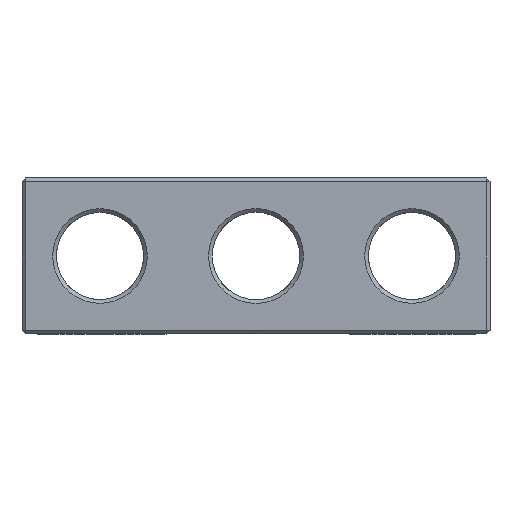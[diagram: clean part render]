
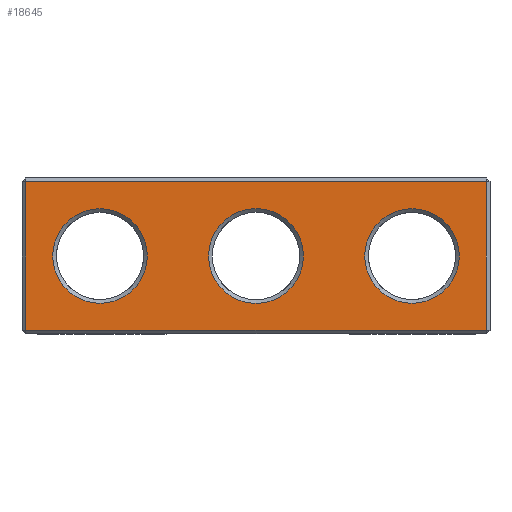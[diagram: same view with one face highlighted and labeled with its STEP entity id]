
A CAD part, front view. The second image highlights one B-rep face of the part: STEP entity #18645.
In plain terms, the highlighted planar face has unit normal (0, -1, 0).
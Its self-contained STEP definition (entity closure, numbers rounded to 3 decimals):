
#1553 = PLANE('',#1554);
#1554 = AXIS2_PLACEMENT_3D('',#1555,#1556,#1557);
#1555 = CARTESIAN_POINT('',(-31.25,-6.1,0.15));
#1556 = DIRECTION('',(0.,-0.707,-0.707));
#1557 = DIRECTION('',(-1.,-0.,-0.));
#10797 = VERTEX_POINT('',#10798);
#10798 = CARTESIAN_POINT('',(-30.95,-6.25,0.3));
#10824 = EDGE_CURVE('',#10797,#10825,#10827,.T.);
#10825 = VERTEX_POINT('',#10826);
#10826 = CARTESIAN_POINT('',(5.95,-6.25,0.3));
#10827 = SURFACE_CURVE('',#10828,(#10832,#10839),.PCURVE_S1.);
#10828 = LINE('',#10829,#10830);
#10829 = CARTESIAN_POINT('',(-31.25,-6.25,0.3));
#10830 = VECTOR('',#10831,1.);
#10831 = DIRECTION('',(1.,0.,0.));
#10832 = PCURVE('',#1553,#10833);
#10833 = DEFINITIONAL_REPRESENTATION('',(#10834),#10838);
#10834 = LINE('',#10835,#10836);
#10835 = CARTESIAN_POINT('',(-0.,-0.212));
#10836 = VECTOR('',#10837,1.);
#10837 = DIRECTION('',(-1.,0.));
#10838 = ( GEOMETRIC_REPRESENTATION_CONTEXT(2) 
PARAMETRIC_REPRESENTATION_CONTEXT() REPRESENTATION_CONTEXT('2D SPACE',''
  ) );
#10839 = PCURVE('',#10840,#10845);
#10840 = PLANE('',#10841);
#10841 = AXIS2_PLACEMENT_3D('',#10842,#10843,#10844);
#10842 = CARTESIAN_POINT('',(-31.25,-6.25,0.));
#10843 = DIRECTION('',(0.,1.,0.));
#10844 = DIRECTION('',(1.,0.,0.));
#10845 = DEFINITIONAL_REPRESENTATION('',(#10846),#10850);
#10846 = LINE('',#10847,#10848);
#10847 = CARTESIAN_POINT('',(0.,-0.3));
#10848 = VECTOR('',#10849,1.);
#10849 = DIRECTION('',(1.,0.));
#10850 = ( GEOMETRIC_REPRESENTATION_CONTEXT(2) 
PARAMETRIC_REPRESENTATION_CONTEXT() REPRESENTATION_CONTEXT('2D SPACE',''
  ) );
#17969 = PLANE('',#17970);
#17970 = AXIS2_PLACEMENT_3D('',#17971,#17972,#17973);
#17971 = CARTESIAN_POINT('',(6.1,-6.1,0.));
#17972 = DIRECTION('',(0.707,-0.707,0.));
#17973 = DIRECTION('',(-0.,-0.,-1.));
#18634 = PLANE('',#18635);
#18635 = AXIS2_PLACEMENT_3D('',#18636,#18637,#18638);
#18636 = CARTESIAN_POINT('',(-31.1,-6.1,0.));
#18637 = DIRECTION('',(-0.707,-0.707,0.));
#18638 = DIRECTION('',(-0.,-0.,-1.));
#18645 = ADVANCED_FACE('',(#18646,#18721,#18756,#18787),#10840,.F.);
#18646 = FACE_BOUND('',#18647,.F.);
#18647 = EDGE_LOOP('',(#18648,#18678,#18699,#18700));
#18648 = ORIENTED_EDGE('',*,*,#18649,.T.);
#18649 = EDGE_CURVE('',#18650,#18652,#18654,.T.);
#18650 = VERTEX_POINT('',#18651);
#18651 = CARTESIAN_POINT('',(-30.95,-6.25,12.2));
#18652 = VERTEX_POINT('',#18653);
#18653 = CARTESIAN_POINT('',(5.95,-6.25,12.2));
#18654 = SURFACE_CURVE('',#18655,(#18659,#18666),.PCURVE_S1.);
#18655 = LINE('',#18656,#18657);
#18656 = CARTESIAN_POINT('',(-31.25,-6.25,12.2));
#18657 = VECTOR('',#18658,1.);
#18658 = DIRECTION('',(1.,0.,0.));
#18659 = PCURVE('',#10840,#18660);
#18660 = DEFINITIONAL_REPRESENTATION('',(#18661),#18665);
#18661 = LINE('',#18662,#18663);
#18662 = CARTESIAN_POINT('',(0.,-12.2));
#18663 = VECTOR('',#18664,1.);
#18664 = DIRECTION('',(1.,0.));
#18665 = ( GEOMETRIC_REPRESENTATION_CONTEXT(2) 
PARAMETRIC_REPRESENTATION_CONTEXT() REPRESENTATION_CONTEXT('2D SPACE',''
  ) );
#18666 = PCURVE('',#18667,#18672);
#18667 = PLANE('',#18668);
#18668 = AXIS2_PLACEMENT_3D('',#18669,#18670,#18671);
#18669 = CARTESIAN_POINT('',(-31.25,-6.1,12.35));
#18670 = DIRECTION('',(0.,0.707,-0.707));
#18671 = DIRECTION('',(-1.,-0.,-0.));
#18672 = DEFINITIONAL_REPRESENTATION('',(#18673),#18677);
#18673 = LINE('',#18674,#18675);
#18674 = CARTESIAN_POINT('',(-0.,-0.212));
#18675 = VECTOR('',#18676,1.);
#18676 = DIRECTION('',(-1.,0.));
#18677 = ( GEOMETRIC_REPRESENTATION_CONTEXT(2) 
PARAMETRIC_REPRESENTATION_CONTEXT() REPRESENTATION_CONTEXT('2D SPACE',''
  ) );
#18678 = ORIENTED_EDGE('',*,*,#18679,.F.);
#18679 = EDGE_CURVE('',#10825,#18652,#18680,.T.);
#18680 = SURFACE_CURVE('',#18681,(#18685,#18692),.PCURVE_S1.);
#18681 = LINE('',#18682,#18683);
#18682 = CARTESIAN_POINT('',(5.95,-6.25,0.));
#18683 = VECTOR('',#18684,1.);
#18684 = DIRECTION('',(0.,0.,1.));
#18685 = PCURVE('',#10840,#18686);
#18686 = DEFINITIONAL_REPRESENTATION('',(#18687),#18691);
#18687 = LINE('',#18688,#18689);
#18688 = CARTESIAN_POINT('',(37.2,0.));
#18689 = VECTOR('',#18690,1.);
#18690 = DIRECTION('',(0.,-1.));
#18691 = ( GEOMETRIC_REPRESENTATION_CONTEXT(2) 
PARAMETRIC_REPRESENTATION_CONTEXT() REPRESENTATION_CONTEXT('2D SPACE',''
  ) );
#18692 = PCURVE('',#17969,#18693);
#18693 = DEFINITIONAL_REPRESENTATION('',(#18694),#18698);
#18694 = LINE('',#18695,#18696);
#18695 = CARTESIAN_POINT('',(-0.,-0.212));
#18696 = VECTOR('',#18697,1.);
#18697 = DIRECTION('',(-1.,0.));
#18698 = ( GEOMETRIC_REPRESENTATION_CONTEXT(2) 
PARAMETRIC_REPRESENTATION_CONTEXT() REPRESENTATION_CONTEXT('2D SPACE',''
  ) );
#18699 = ORIENTED_EDGE('',*,*,#10824,.F.);
#18700 = ORIENTED_EDGE('',*,*,#18701,.T.);
#18701 = EDGE_CURVE('',#10797,#18650,#18702,.T.);
#18702 = SURFACE_CURVE('',#18703,(#18707,#18714),.PCURVE_S1.);
#18703 = LINE('',#18704,#18705);
#18704 = CARTESIAN_POINT('',(-30.95,-6.25,0.));
#18705 = VECTOR('',#18706,1.);
#18706 = DIRECTION('',(0.,0.,1.));
#18707 = PCURVE('',#10840,#18708);
#18708 = DEFINITIONAL_REPRESENTATION('',(#18709),#18713);
#18709 = LINE('',#18710,#18711);
#18710 = CARTESIAN_POINT('',(0.3,0.));
#18711 = VECTOR('',#18712,1.);
#18712 = DIRECTION('',(0.,-1.));
#18713 = ( GEOMETRIC_REPRESENTATION_CONTEXT(2) 
PARAMETRIC_REPRESENTATION_CONTEXT() REPRESENTATION_CONTEXT('2D SPACE',''
  ) );
#18714 = PCURVE('',#18634,#18715);
#18715 = DEFINITIONAL_REPRESENTATION('',(#18716),#18720);
#18716 = LINE('',#18717,#18718);
#18717 = CARTESIAN_POINT('',(-0.,0.212));
#18718 = VECTOR('',#18719,1.);
#18719 = DIRECTION('',(-1.,0.));
#18720 = ( GEOMETRIC_REPRESENTATION_CONTEXT(2) 
PARAMETRIC_REPRESENTATION_CONTEXT() REPRESENTATION_CONTEXT('2D SPACE',''
  ) );
#18721 = FACE_BOUND('',#18722,.F.);
#18722 = EDGE_LOOP('',(#18723));
#18723 = ORIENTED_EDGE('',*,*,#18724,.T.);
#18724 = EDGE_CURVE('',#18725,#18725,#18727,.T.);
#18725 = VERTEX_POINT('',#18726);
#18726 = CARTESIAN_POINT('',(-25.,-6.25,10.04));
#18727 = SURFACE_CURVE('',#18728,(#18733,#18744),.PCURVE_S1.);
#18728 = CIRCLE('',#18729,3.79);
#18729 = AXIS2_PLACEMENT_3D('',#18730,#18731,#18732);
#18730 = CARTESIAN_POINT('',(-25.,-6.25,6.25));
#18731 = DIRECTION('',(0.,-1.,0.));
#18732 = DIRECTION('',(0.,0.,1.));
#18733 = PCURVE('',#10840,#18734);
#18734 = DEFINITIONAL_REPRESENTATION('',(#18735),#18743);
#18735 = ( BOUNDED_CURVE() B_SPLINE_CURVE(2,(#18736,#18737,#18738,#18739
    ,#18740,#18741,#18742),.UNSPECIFIED.,.T.,.F.) 
B_SPLINE_CURVE_WITH_KNOTS((1,2,2,2,2,1),(-2.094,0.,
    2.094,4.189,6.283,8.378),
.UNSPECIFIED.) CURVE() GEOMETRIC_REPRESENTATION_ITEM() 
RATIONAL_B_SPLINE_CURVE((1.,0.5,1.,0.5,1.,0.5,1.)) REPRESENTATION_ITEM(
  '') );
#18736 = CARTESIAN_POINT('',(6.25,-10.04));
#18737 = CARTESIAN_POINT('',(-0.314,-10.04));
#18738 = CARTESIAN_POINT('',(2.968,-4.355));
#18739 = CARTESIAN_POINT('',(6.25,1.33));
#18740 = CARTESIAN_POINT('',(9.532,-4.355));
#18741 = CARTESIAN_POINT('',(12.814,-10.04));
#18742 = CARTESIAN_POINT('',(6.25,-10.04));
#18743 = ( GEOMETRIC_REPRESENTATION_CONTEXT(2) 
PARAMETRIC_REPRESENTATION_CONTEXT() REPRESENTATION_CONTEXT('2D SPACE',''
  ) );
#18744 = PCURVE('',#18745,#18750);
#18745 = CONICAL_SURFACE('',#18746,3.49,0.785);
#18746 = AXIS2_PLACEMENT_3D('',#18747,#18748,#18749);
#18747 = CARTESIAN_POINT('',(-25.,-5.95,6.25));
#18748 = DIRECTION('',(0.,-1.,0.));
#18749 = DIRECTION('',(0.,0.,1.));
#18750 = DEFINITIONAL_REPRESENTATION('',(#18751),#18755);
#18751 = LINE('',#18752,#18753);
#18752 = CARTESIAN_POINT('',(0.,0.3));
#18753 = VECTOR('',#18754,1.);
#18754 = DIRECTION('',(1.,0.));
#18755 = ( GEOMETRIC_REPRESENTATION_CONTEXT(2) 
PARAMETRIC_REPRESENTATION_CONTEXT() REPRESENTATION_CONTEXT('2D SPACE',''
  ) );
#18756 = FACE_BOUND('',#18757,.F.);
#18757 = EDGE_LOOP('',(#18758));
#18758 = ORIENTED_EDGE('',*,*,#18759,.F.);
#18759 = EDGE_CURVE('',#18760,#18760,#18762,.T.);
#18760 = VERTEX_POINT('',#18761);
#18761 = CARTESIAN_POINT('',(-12.5,-6.25,10.05));
#18762 = SURFACE_CURVE('',#18763,(#18768,#18775),.PCURVE_S1.);
#18763 = CIRCLE('',#18764,3.8);
#18764 = AXIS2_PLACEMENT_3D('',#18765,#18766,#18767);
#18765 = CARTESIAN_POINT('',(-12.5,-6.25,6.25));
#18766 = DIRECTION('',(0.,1.,0.));
#18767 = DIRECTION('',(0.,0.,1.));
#18768 = PCURVE('',#10840,#18769);
#18769 = DEFINITIONAL_REPRESENTATION('',(#18770),#18774);
#18770 = CIRCLE('',#18771,3.8);
#18771 = AXIS2_PLACEMENT_2D('',#18772,#18773);
#18772 = CARTESIAN_POINT('',(18.75,-6.25));
#18773 = DIRECTION('',(0.,-1.));
#18774 = ( GEOMETRIC_REPRESENTATION_CONTEXT(2) 
PARAMETRIC_REPRESENTATION_CONTEXT() REPRESENTATION_CONTEXT('2D SPACE',''
  ) );
#18775 = PCURVE('',#18776,#18781);
#18776 = CONICAL_SURFACE('',#18777,3.5,0.785);
#18777 = AXIS2_PLACEMENT_3D('',#18778,#18779,#18780);
#18778 = CARTESIAN_POINT('',(-12.5,-5.95,6.25));
#18779 = DIRECTION('',(0.,-1.,0.));
#18780 = DIRECTION('',(0.,0.,1.));
#18781 = DEFINITIONAL_REPRESENTATION('',(#18782),#18786);
#18782 = LINE('',#18783,#18784);
#18783 = CARTESIAN_POINT('',(-0.,0.3));
#18784 = VECTOR('',#18785,1.);
#18785 = DIRECTION('',(-1.,0.));
#18786 = ( GEOMETRIC_REPRESENTATION_CONTEXT(2) 
PARAMETRIC_REPRESENTATION_CONTEXT() REPRESENTATION_CONTEXT('2D SPACE',''
  ) );
#18787 = FACE_BOUND('',#18788,.F.);
#18788 = EDGE_LOOP('',(#18789));
#18789 = ORIENTED_EDGE('',*,*,#18790,.F.);
#18790 = EDGE_CURVE('',#18791,#18791,#18793,.T.);
#18791 = VERTEX_POINT('',#18792);
#18792 = CARTESIAN_POINT('',(0.,-6.25,10.04));
#18793 = SURFACE_CURVE('',#18794,(#18799,#18806),.PCURVE_S1.);
#18794 = CIRCLE('',#18795,3.79);
#18795 = AXIS2_PLACEMENT_3D('',#18796,#18797,#18798);
#18796 = CARTESIAN_POINT('',(0.,-6.25,6.25));
#18797 = DIRECTION('',(0.,1.,0.));
#18798 = DIRECTION('',(0.,0.,1.));
#18799 = PCURVE('',#10840,#18800);
#18800 = DEFINITIONAL_REPRESENTATION('',(#18801),#18805);
#18801 = CIRCLE('',#18802,3.79);
#18802 = AXIS2_PLACEMENT_2D('',#18803,#18804);
#18803 = CARTESIAN_POINT('',(31.25,-6.25));
#18804 = DIRECTION('',(0.,-1.));
#18805 = ( GEOMETRIC_REPRESENTATION_CONTEXT(2) 
PARAMETRIC_REPRESENTATION_CONTEXT() REPRESENTATION_CONTEXT('2D SPACE',''
  ) );
#18806 = PCURVE('',#18807,#18812);
#18807 = CONICAL_SURFACE('',#18808,3.79,0.785);
#18808 = AXIS2_PLACEMENT_3D('',#18809,#18810,#18811);
#18809 = CARTESIAN_POINT('',(0.,-6.25,6.25));
#18810 = DIRECTION('',(0.,-1.,0.));
#18811 = DIRECTION('',(0.,0.,1.));
#18812 = DEFINITIONAL_REPRESENTATION('',(#18813),#18817);
#18813 = LINE('',#18814,#18815);
#18814 = CARTESIAN_POINT('',(-0.,-0.));
#18815 = VECTOR('',#18816,1.);
#18816 = DIRECTION('',(-1.,-0.));
#18817 = ( GEOMETRIC_REPRESENTATION_CONTEXT(2) 
PARAMETRIC_REPRESENTATION_CONTEXT() REPRESENTATION_CONTEXT('2D SPACE',''
  ) );
